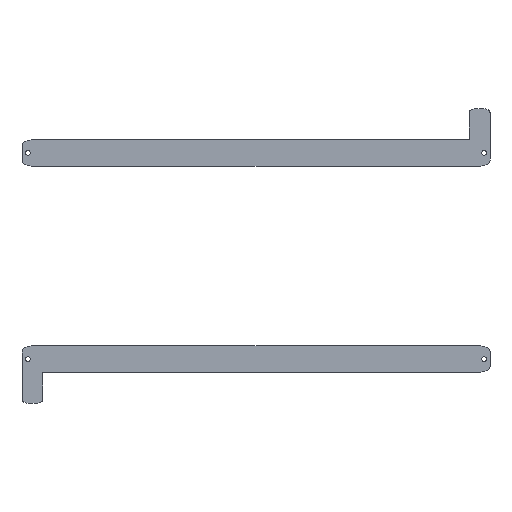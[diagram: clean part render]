
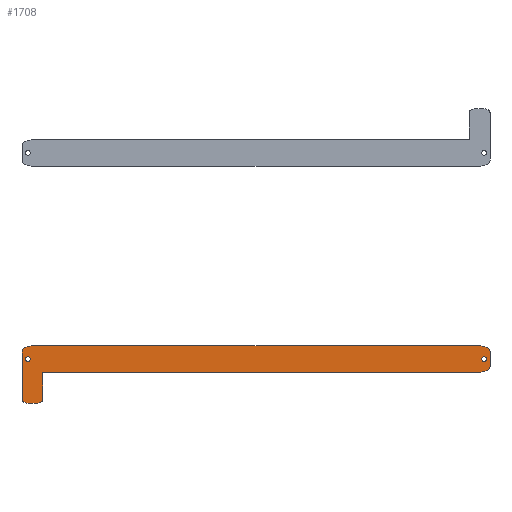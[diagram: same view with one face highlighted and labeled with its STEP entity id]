
A CAD part, top view. The second image highlights one B-rep face of the part: STEP entity #1708.
In plain terms, the highlighted planar face has unit normal (0, 0, 1).
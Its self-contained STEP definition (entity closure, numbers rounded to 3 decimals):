
#1449 = VERTEX_POINT('',#1450);
#1450 = CARTESIAN_POINT('',(-40.107,-15.951,0.6));
#1456 = EDGE_CURVE('',#1449,#1457,#1459,.T.);
#1457 = VERTEX_POINT('',#1458);
#1458 = CARTESIAN_POINT('',(-38.354,-15.494,0.6));
#1459 = CIRCLE('',#1460,3.147);
#1460 = AXIS2_PLACEMENT_3D('',#1461,#1462,#1463);
#1461 = CARTESIAN_POINT('',(-38.47,-18.639,0.6));
#1462 = DIRECTION('',(0.,0.,-1.));
#1463 = DIRECTION('',(-0.52,0.854,0.));
#1491 = VERTEX_POINT('',#1492);
#1492 = CARTESIAN_POINT('',(-40.386,-16.434,0.6));
#1498 = EDGE_CURVE('',#1491,#1449,#1499,.T.);
#1499 = CIRCLE('',#1500,0.559);
#1500 = AXIS2_PLACEMENT_3D('',#1501,#1502,#1503);
#1501 = CARTESIAN_POINT('',(-39.827,-16.435,0.6));
#1502 = DIRECTION('',(0.,0.,-1.));
#1503 = DIRECTION('',(-1.,0.002,0.));
#1522 = EDGE_CURVE('',#1457,#1523,#1525,.T.);
#1523 = VERTEX_POINT('',#1524);
#1524 = CARTESIAN_POINT('',(38.354,-15.494,0.6));
#1525 = LINE('',#1526,#1527);
#1526 = CARTESIAN_POINT('',(-38.354,-15.494,0.6));
#1527 = VECTOR('',#1528,1.);
#1528 = DIRECTION('',(1.,0.,0.));
#1708 = ADVANCED_FACE('',(#1709,#1841,#1852),#1863,.F.);
#1709 = FACE_BOUND('',#1710,.F.);
#1710 = EDGE_LOOP('',(#1711,#1712,#1713,#1722,#1731,#1739,#1748,#1757,
    #1765,#1774,#1782,#1791,#1800,#1808,#1817,#1826,#1834,#1840));
#1711 = ORIENTED_EDGE('',*,*,#1456,.T.);
#1712 = ORIENTED_EDGE('',*,*,#1522,.T.);
#1713 = ORIENTED_EDGE('',*,*,#1714,.T.);
#1714 = EDGE_CURVE('',#1523,#1715,#1717,.T.);
#1715 = VERTEX_POINT('',#1716);
#1716 = CARTESIAN_POINT('',(40.107,-15.951,0.6));
#1717 = CIRCLE('',#1718,3.147);
#1718 = AXIS2_PLACEMENT_3D('',#1719,#1720,#1721);
#1719 = CARTESIAN_POINT('',(38.47,-18.638,0.6));
#1720 = DIRECTION('',(0.,0.,-1.));
#1721 = DIRECTION('',(-0.037,0.999,0.));
#1722 = ORIENTED_EDGE('',*,*,#1723,.T.);
#1723 = EDGE_CURVE('',#1715,#1724,#1726,.T.);
#1724 = VERTEX_POINT('',#1725);
#1725 = CARTESIAN_POINT('',(40.386,-16.434,0.6));
#1726 = CIRCLE('',#1727,0.559);
#1727 = AXIS2_PLACEMENT_3D('',#1728,#1729,#1730);
#1728 = CARTESIAN_POINT('',(39.827,-16.435,0.6));
#1729 = DIRECTION('',(0.,0.,-1.));
#1730 = DIRECTION('',(0.5,0.866,0.));
#1731 = ORIENTED_EDGE('',*,*,#1732,.T.);
#1732 = EDGE_CURVE('',#1724,#1733,#1735,.T.);
#1733 = VERTEX_POINT('',#1734);
#1734 = CARTESIAN_POINT('',(40.386,-19.126,0.6));
#1735 = LINE('',#1736,#1737);
#1736 = CARTESIAN_POINT('',(40.386,-16.434,0.6));
#1737 = VECTOR('',#1738,1.);
#1738 = DIRECTION('',(0.,-1.,0.));
#1739 = ORIENTED_EDGE('',*,*,#1740,.T.);
#1740 = EDGE_CURVE('',#1733,#1741,#1743,.T.);
#1741 = VERTEX_POINT('',#1742);
#1742 = CARTESIAN_POINT('',(40.107,-19.609,0.6));
#1743 = CIRCLE('',#1744,0.559);
#1744 = AXIS2_PLACEMENT_3D('',#1745,#1746,#1747);
#1745 = CARTESIAN_POINT('',(39.827,-19.125,0.6));
#1746 = DIRECTION('',(0.,0.,-1.));
#1747 = DIRECTION('',(1.,-0.002,0.));
#1748 = ORIENTED_EDGE('',*,*,#1749,.T.);
#1749 = EDGE_CURVE('',#1741,#1750,#1752,.T.);
#1750 = VERTEX_POINT('',#1751);
#1751 = CARTESIAN_POINT('',(38.354,-20.066,0.6));
#1752 = CIRCLE('',#1753,3.147);
#1753 = AXIS2_PLACEMENT_3D('',#1754,#1755,#1756);
#1754 = CARTESIAN_POINT('',(38.47,-16.922,0.6));
#1755 = DIRECTION('',(0.,0.,-1.));
#1756 = DIRECTION('',(0.52,-0.854,0.));
#1757 = ORIENTED_EDGE('',*,*,#1758,.T.);
#1758 = EDGE_CURVE('',#1750,#1759,#1761,.T.);
#1759 = VERTEX_POINT('',#1760);
#1760 = CARTESIAN_POINT('',(-36.576,-20.066,0.6));
#1761 = LINE('',#1762,#1763);
#1762 = CARTESIAN_POINT('',(38.354,-20.066,0.6));
#1763 = VECTOR('',#1764,1.);
#1764 = DIRECTION('',(-1.,0.,0.));
#1765 = ORIENTED_EDGE('',*,*,#1766,.T.);
#1766 = EDGE_CURVE('',#1759,#1767,#1769,.T.);
#1767 = VERTEX_POINT('',#1768);
#1768 = CARTESIAN_POINT('',(-36.83,-20.32,0.6));
#1769 = CIRCLE('',#1770,0.254);
#1770 = AXIS2_PLACEMENT_3D('',#1771,#1772,#1773);
#1771 = CARTESIAN_POINT('',(-36.576,-20.32,0.6));
#1772 = DIRECTION('',(0.,0.,1.));
#1773 = DIRECTION('',(0.,1.,0.));
#1774 = ORIENTED_EDGE('',*,*,#1775,.T.);
#1775 = EDGE_CURVE('',#1767,#1776,#1778,.T.);
#1776 = VERTEX_POINT('',#1777);
#1777 = CARTESIAN_POINT('',(-36.83,-24.739,0.6));
#1778 = LINE('',#1779,#1780);
#1779 = CARTESIAN_POINT('',(-36.83,-20.32,0.6));
#1780 = VECTOR('',#1781,1.);
#1781 = DIRECTION('',(0.,-1.,0.));
#1782 = ORIENTED_EDGE('',*,*,#1783,.T.);
#1783 = EDGE_CURVE('',#1776,#1784,#1786,.T.);
#1784 = VERTEX_POINT('',#1785);
#1785 = CARTESIAN_POINT('',(-37.109,-25.221,0.6));
#1786 = CIRCLE('',#1787,0.536);
#1787 = AXIS2_PLACEMENT_3D('',#1788,#1789,#1790);
#1788 = CARTESIAN_POINT('',(-37.366,-24.75,0.6));
#1789 = DIRECTION('',(0.,0.,-1.));
#1790 = DIRECTION('',(1.,0.022,0.));
#1791 = ORIENTED_EDGE('',*,*,#1792,.T.);
#1792 = EDGE_CURVE('',#1784,#1793,#1795,.T.);
#1793 = VERTEX_POINT('',#1794);
#1794 = CARTESIAN_POINT('',(-37.922,-25.4,0.6));
#1795 = CIRCLE('',#1796,1.66);
#1796 = AXIS2_PLACEMENT_3D('',#1797,#1798,#1799);
#1797 = CARTESIAN_POINT('',(-37.861,-23.742,0.6));
#1798 = DIRECTION('',(0.,0.,-1.));
#1799 = DIRECTION('',(0.453,-0.892,0.));
#1800 = ORIENTED_EDGE('',*,*,#1801,.T.);
#1801 = EDGE_CURVE('',#1793,#1802,#1804,.T.);
#1802 = VERTEX_POINT('',#1803);
#1803 = CARTESIAN_POINT('',(-39.294,-25.4,0.6));
#1804 = LINE('',#1805,#1806);
#1805 = CARTESIAN_POINT('',(-37.922,-25.4,0.6));
#1806 = VECTOR('',#1807,1.);
#1807 = DIRECTION('',(-1.,0.,0.));
#1808 = ORIENTED_EDGE('',*,*,#1809,.T.);
#1809 = EDGE_CURVE('',#1802,#1810,#1812,.T.);
#1810 = VERTEX_POINT('',#1811);
#1811 = CARTESIAN_POINT('',(-40.107,-25.222,0.6));
#1812 = CIRCLE('',#1813,1.651);
#1813 = AXIS2_PLACEMENT_3D('',#1814,#1815,#1816);
#1814 = CARTESIAN_POINT('',(-39.359,-23.75,0.6));
#1815 = DIRECTION('',(0.,0.,-1.));
#1816 = DIRECTION('',(0.039,-0.999,0.));
#1817 = ORIENTED_EDGE('',*,*,#1818,.T.);
#1818 = EDGE_CURVE('',#1810,#1819,#1821,.T.);
#1819 = VERTEX_POINT('',#1820);
#1820 = CARTESIAN_POINT('',(-40.386,-24.74,0.6));
#1821 = CIRCLE('',#1822,0.536);
#1822 = AXIS2_PLACEMENT_3D('',#1823,#1824,#1825);
#1823 = CARTESIAN_POINT('',(-39.85,-24.751,0.6));
#1824 = DIRECTION('',(0.,0.,-1.));
#1825 = DIRECTION('',(-0.479,-0.878,-0.));
#1826 = ORIENTED_EDGE('',*,*,#1827,.T.);
#1827 = EDGE_CURVE('',#1819,#1828,#1830,.T.);
#1828 = VERTEX_POINT('',#1829);
#1829 = CARTESIAN_POINT('',(-40.386,-16.764,0.6));
#1830 = LINE('',#1831,#1832);
#1831 = CARTESIAN_POINT('',(-40.386,-24.74,0.6));
#1832 = VECTOR('',#1833,1.);
#1833 = DIRECTION('',(0.,1.,0.));
#1834 = ORIENTED_EDGE('',*,*,#1835,.T.);
#1835 = EDGE_CURVE('',#1828,#1491,#1836,.T.);
#1836 = LINE('',#1837,#1838);
#1837 = CARTESIAN_POINT('',(-40.386,-16.764,0.6));
#1838 = VECTOR('',#1839,1.);
#1839 = DIRECTION('',(0.,1.,0.));
#1840 = ORIENTED_EDGE('',*,*,#1498,.T.);
#1841 = FACE_BOUND('',#1842,.F.);
#1842 = EDGE_LOOP('',(#1843));
#1843 = ORIENTED_EDGE('',*,*,#1844,.F.);
#1844 = EDGE_CURVE('',#1845,#1845,#1847,.T.);
#1845 = VERTEX_POINT('',#1846);
#1846 = CARTESIAN_POINT('',(39.37,-18.18,0.6));
#1847 = CIRCLE('',#1848,0.4);
#1848 = AXIS2_PLACEMENT_3D('',#1849,#1850,#1851);
#1849 = CARTESIAN_POINT('',(39.37,-17.78,0.6));
#1850 = DIRECTION('',(-0.,0.,-1.));
#1851 = DIRECTION('',(0.,-1.,0.));
#1852 = FACE_BOUND('',#1853,.F.);
#1853 = EDGE_LOOP('',(#1854));
#1854 = ORIENTED_EDGE('',*,*,#1855,.F.);
#1855 = EDGE_CURVE('',#1856,#1856,#1858,.T.);
#1856 = VERTEX_POINT('',#1857);
#1857 = CARTESIAN_POINT('',(-39.37,-18.18,0.6));
#1858 = CIRCLE('',#1859,0.4);
#1859 = AXIS2_PLACEMENT_3D('',#1860,#1861,#1862);
#1860 = CARTESIAN_POINT('',(-39.37,-17.78,0.6));
#1861 = DIRECTION('',(-0.,0.,-1.));
#1862 = DIRECTION('',(0.,-1.,-0.));
#1863 = PLANE('',#1864);
#1864 = AXIS2_PLACEMENT_3D('',#1865,#1866,#1867);
#1865 = CARTESIAN_POINT('',(-2.262,-18.16,0.6));
#1866 = DIRECTION('',(-0.,-0.,-1.));
#1867 = DIRECTION('',(-1.,0.,0.));
